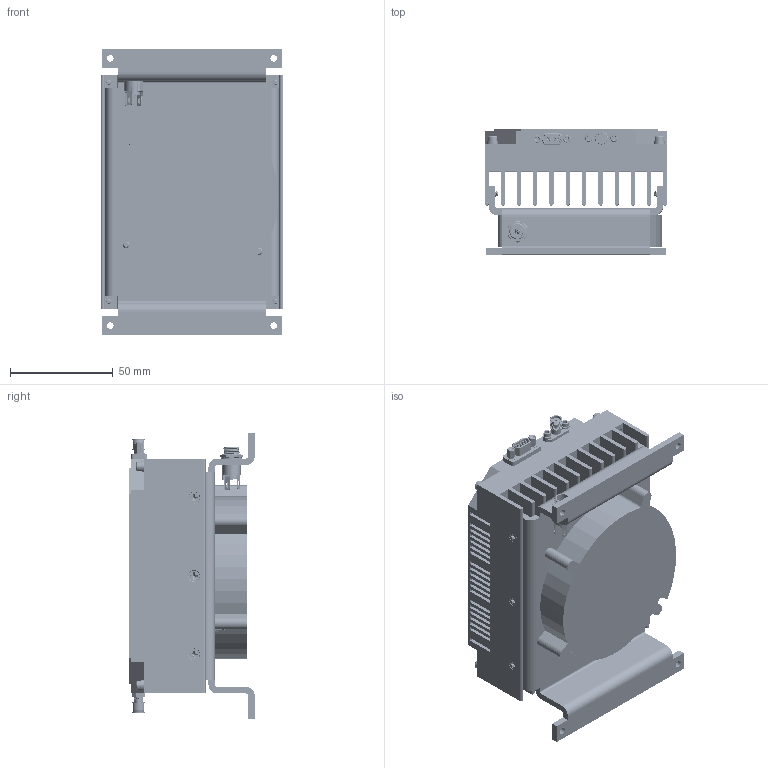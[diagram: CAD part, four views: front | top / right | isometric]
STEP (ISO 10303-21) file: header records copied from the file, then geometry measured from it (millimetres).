
FILE_DESCRIPTION (( 'STEP AP214' ), '1' );
FILE_NAME ('PE15A5078.STEP', '2020-05-26T15:35:50', ( '' ), ( '' ), 'SwSTEP 2.0', 'SolidWorks 2019', '' );
FILE_SCHEMA (( 'AUTOMOTIVE_DESIGN' ));
Length unit declared in the file: inch
Products named in the file (34): B6034-1000 - step file; two-hole flange sma_Standard; 92196A110_92196A110; SCREW STACK UP 4-40 x .500 long; B6034-0300; A6034-1200; 90945A711_MIL SPEC. 300 SERIES SS FLAT WASHER_90945A711; L712A; SCREW STACK UP 2-56 x .250 long; BRACKET FAN ASBY 1; L712A WASHER; 90945A705_MIL SPEC. 300 SERIES SS FLAT WASHER_90945A705; A6009-9952; A6009-9901; B6034-0310; 92146A520_92146A520; 91771A106_91771A106; B6034-1300; MDM-9P; 92010A118_92010A118; 92196A077 (73399) - SCREW, SHCS, SS, #2-56 X .250L_92196A077; FAN M2; 96640A021_96640A021; L712A NUT; PE15A5078; MDM JACK POST_91075A512; 92146A530_92146A530; MDM JACK POST LOCK_98449A500
Assembly tree (79 placements, depth 4):
  PE15A5078
    B6034-0300
      B6034-0310
      91771A106_91771A106  x6
      BRACKET FAN ASBY 1
        A6009-9901
        FAN M2
        92010A118_92010A118  x4
      L712A WASHER
      L712A NUT
      L712A
      A6009-9952
    B6034-1000 - step file
      A6034-1200
      two-hole flange sma_Standard  x2
      B6034-1300
      96640A021_96640A021  x18
      MDM JACK POST_91075A512  x2
      MDM-9P
      MDM JACK POST LOCK_98449A500  x2
      SCREW STACK UP 2-56 x .250 long
        92196A077 (73399) - SCREW, SHCS, SS, #2-56 X .250L_92196A077
        92146A520_92146A520
        90945A705_MIL SPEC. 300 SERIES SS FLAT WASHER_90945A705
      SCREW STACK UP 2-56 x .250 long
        92196A077 (73399) - SCREW, SHCS, SS, #2-56 X .250L_92196A077
        92146A520_92146A520
        90945A705_MIL SPEC. 300 SERIES SS FLAT WASHER_90945A705
      SCREW STACK UP 2-56 x .250 long
        92196A077 (73399) - SCREW, SHCS, SS, #2-56 X .250L_92196A077
        92146A520_92146A520
        90945A705_MIL SPEC. 300 SERIES SS FLAT WASHER_90945A705
      SCREW STACK UP 2-56 x .250 long
        92196A077 (73399) - SCREW, SHCS, SS, #2-56 X .250L_92196A077
        92146A520_92146A520
        90945A705_MIL SPEC. 300 SERIES SS FLAT WASHER_90945A705
    SCREW STACK UP 4-40 x .500 long
      92196A110_92196A110
      92146A530_92146A530
      90945A711_MIL SPEC. 300 SERIES SS FLAT WASHER_90945A711
    SCREW STACK UP 4-40 x .500 long
      92196A110_92196A110
      92146A530_92146A530
      90945A711_MIL SPEC. 300 SERIES SS FLAT WASHER_90945A711
    SCREW STACK UP 4-40 x .500 long
      92196A110_92196A110
      92146A530_92146A530
      90945A711_MIL SPEC. 300 SERIES SS FLAT WASHER_90945A711
    SCREW STACK UP 4-40 x .500 long
      92196A110_92196A110
      92146A530_92146A530
      90945A711_MIL SPEC. 300 SERIES SS FLAT WASHER_90945A711
Bounding box: 88.9 x 60.96 x 139.29 mm (x, y, z)
Volume: 303066.7 mm3; surface area: 174304.7 mm2
Topology: 74 solids, 75 shells, 5828 faces, 15766 edges, 10260 vertices
Faces by surface type: plane 2238, cylinder 2121, cone 755, bspline 607, torus 107
Entity records: 163875 total; most frequent: CARTESIAN_POINT 60981, ORIENTED_EDGE 18022, DIRECTION 14808, EDGE_CURVE 9011, VERTEX_POINT 5924, LINE 5624, VECTOR 5624, AXIS2_PLACEMENT_3D 4592
